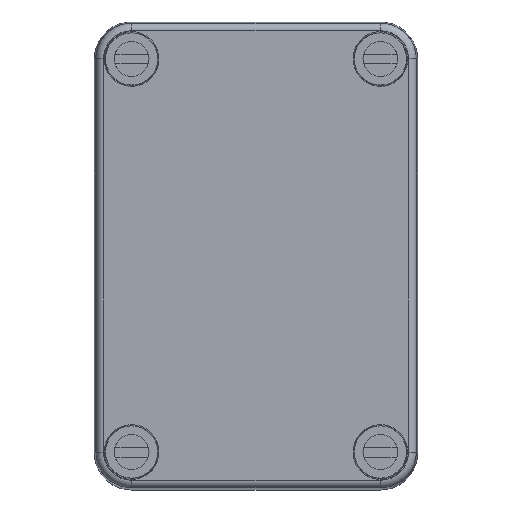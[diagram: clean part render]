
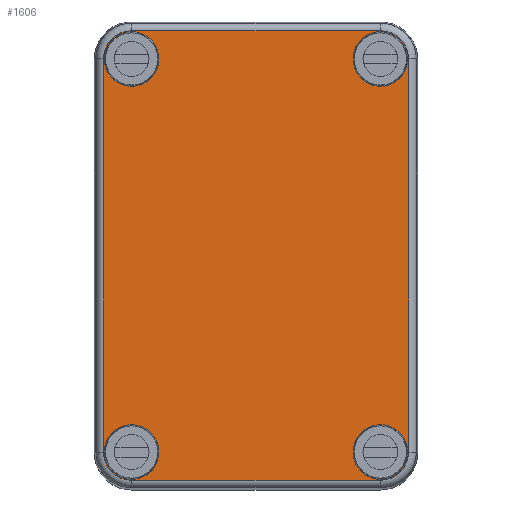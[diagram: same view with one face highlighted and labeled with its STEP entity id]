
A CAD part, top view. The second image highlights one B-rep face of the part: STEP entity #1606.
In plain terms, the highlighted planar face has unit normal (0, 0, 1).
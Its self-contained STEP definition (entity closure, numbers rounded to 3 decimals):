
#1606 = ADVANCED_FACE( '', ( #3301, #3302, #3303, #3304, #3305 ), #3306, .F. );
#3301 = FACE_BOUND( '', #5042, .T. );
#3302 = FACE_BOUND( '', #5043, .T. );
#3303 = FACE_BOUND( '', #5044, .T. );
#3304 = FACE_BOUND( '', #5045, .T. );
#3305 = FACE_OUTER_BOUND( '', #5046, .T. );
#3306 = PLANE( '', #5047 );
#5042 = EDGE_LOOP( '', ( #9422 ) );
#5043 = EDGE_LOOP( '', ( #9423 ) );
#5044 = EDGE_LOOP( '', ( #9424 ) );
#5045 = EDGE_LOOP( '', ( #9425 ) );
#5046 = EDGE_LOOP( '', ( #9426, #9427, #9428, #9429, #9430, #9431, #9432, #9433 ) );
#5047 = AXIS2_PLACEMENT_3D( '', #9434, #9435, #9436 );
#9422 = ORIENTED_EDGE( '', *, *, #10324, .T. );
#9423 = ORIENTED_EDGE( '', *, *, #11658, .T. );
#9424 = ORIENTED_EDGE( '', *, *, #11001, .T. );
#9425 = ORIENTED_EDGE( '', *, *, #11171, .T. );
#9426 = ORIENTED_EDGE( '', *, *, #11426, .T. );
#9427 = ORIENTED_EDGE( '', *, *, #10530, .F. );
#9428 = ORIENTED_EDGE( '', *, *, #11486, .F. );
#9429 = ORIENTED_EDGE( '', *, *, #11037, .T. );
#9430 = ORIENTED_EDGE( '', *, *, #10240, .F. );
#9431 = ORIENTED_EDGE( '', *, *, #11609, .T. );
#9432 = ORIENTED_EDGE( '', *, *, #11286, .T. );
#9433 = ORIENTED_EDGE( '', *, *, #10643, .F. );
#9434 = CARTESIAN_POINT( '', ( -30.673, 39.5, 39. ) );
#9435 = DIRECTION( '', ( 0., 0., -1. ) );
#9436 = DIRECTION( '', ( -1., 0., 0. ) );
#10240 = EDGE_CURVE( '', #12312, #12314, #12315, .T. );
#10324 = EDGE_CURVE( '', #12459, #12459, #12460, .T. );
#10530 = EDGE_CURVE( '', #12789, #12786, #12791, .T. );
#10643 = EDGE_CURVE( '', #12969, #12965, #12971, .T. );
#11001 = EDGE_CURVE( '', #13499, #13499, #13500, .T. );
#11037 = EDGE_CURVE( '', #13552, #12314, #13553, .T. );
#11171 = EDGE_CURVE( '', #13731, #13731, #13732, .T. );
#11286 = EDGE_CURVE( '', #13889, #12965, #13890, .T. );
#11426 = EDGE_CURVE( '', #12969, #12786, #14070, .T. );
#11486 = EDGE_CURVE( '', #13552, #12789, #14142, .T. );
#11609 = EDGE_CURVE( '', #12312, #13889, #14279, .T. );
#11658 = EDGE_CURVE( '', #14333, #14333, #14334, .T. );
#12312 = VERTEX_POINT( '', #15189 );
#12314 = VERTEX_POINT( '', #15191 );
#12315 = CIRCLE( '', #15192, 5.673 );
#12459 = VERTEX_POINT( '', #15377 );
#12460 = CIRCLE( '', #15378, 5.5 );
#12786 = VERTEX_POINT( '', #15816 );
#12789 = VERTEX_POINT( '', #15820 );
#12791 = LINE( '', #15822, #15823 );
#12965 = VERTEX_POINT( '', #16055 );
#12969 = VERTEX_POINT( '', #16060 );
#12971 = LINE( '', #16062, #16063 );
#13499 = VERTEX_POINT( '', #16807 );
#13500 = CIRCLE( '', #16808, 5.5 );
#13552 = VERTEX_POINT( '', #16909 );
#13553 = LINE( '', #16910, #16911 );
#13731 = VERTEX_POINT( '', #17151 );
#13732 = CIRCLE( '', #17152, 5.5 );
#13889 = VERTEX_POINT( '', #17356 );
#13890 = CIRCLE( '', #17357, 5.673 );
#14070 = CIRCLE( '', #17584, 5.673 );
#14142 = CIRCLE( '', #17676, 5.673 );
#14279 = LINE( '', #17844, #17845 );
#14333 = VERTEX_POINT( '', #17911 );
#14334 = CIRCLE( '', #17912, 5.5 );
#15189 = CARTESIAN_POINT( '', ( -30.673, 39.5, 39. ) );
#15191 = CARTESIAN_POINT( '', ( -25., 45.173, 39. ) );
#15192 = AXIS2_PLACEMENT_3D( '', #18457, #18458, #18459 );
#15377 = CARTESIAN_POINT( '', ( -30.5, -39.5, 39. ) );
#15378 = AXIS2_PLACEMENT_3D( '', #18576, #18577, #18578 );
#15816 = CARTESIAN_POINT( '', ( 30.673, -39.5, 39. ) );
#15820 = CARTESIAN_POINT( '', ( 30.673, 39.5, 39. ) );
#15822 = CARTESIAN_POINT( '', ( 30.673, 39.5, 39. ) );
#15823 = VECTOR( '', #18848, 1000. );
#16055 = CARTESIAN_POINT( '', ( -25., -45.173, 39. ) );
#16060 = CARTESIAN_POINT( '', ( 25., -45.173, 39. ) );
#16062 = CARTESIAN_POINT( '', ( 25., -45.173, 39. ) );
#16063 = VECTOR( '', #18995, 1000. );
#16807 = CARTESIAN_POINT( '', ( 19.5, -39.5, 39. ) );
#16808 = AXIS2_PLACEMENT_3D( '', #19420, #19421, #19422 );
#16909 = CARTESIAN_POINT( '', ( 25., 45.173, 39. ) );
#16910 = CARTESIAN_POINT( '', ( 25., 45.173, 39. ) );
#16911 = VECTOR( '', #19463, 1000. );
#17151 = CARTESIAN_POINT( '', ( 19.5, 39.5, 39. ) );
#17152 = AXIS2_PLACEMENT_3D( '', #19631, #19632, #19633 );
#17356 = CARTESIAN_POINT( '', ( -30.673, -39.5, 39. ) );
#17357 = AXIS2_PLACEMENT_3D( '', #19789, #19790, #19791 );
#17584 = AXIS2_PLACEMENT_3D( '', #19989, #19990, #19991 );
#17676 = AXIS2_PLACEMENT_3D( '', #20069, #20070, #20071 );
#17844 = CARTESIAN_POINT( '', ( -30.673, 39.5, 39. ) );
#17845 = VECTOR( '', #20172, 1000. );
#17911 = CARTESIAN_POINT( '', ( -30.5, 39.5, 39. ) );
#17912 = AXIS2_PLACEMENT_3D( '', #20197, #20198, #20199 );
#18457 = CARTESIAN_POINT( '', ( -25., 39.5, 39. ) );
#18458 = DIRECTION( '', ( 0., 0., -1. ) );
#18459 = DIRECTION( '', ( -1., 0., 0. ) );
#18576 = CARTESIAN_POINT( '', ( -25., -39.5, 39. ) );
#18577 = DIRECTION( '', ( 0., 0., -1. ) );
#18578 = DIRECTION( '', ( -1., 0., 0. ) );
#18848 = DIRECTION( '', ( 0., -1., 0. ) );
#18995 = DIRECTION( '', ( -1., 0., 0. ) );
#19420 = CARTESIAN_POINT( '', ( 25., -39.5, 39. ) );
#19421 = DIRECTION( '', ( 0., 0., -1. ) );
#19422 = DIRECTION( '', ( -1., 0., 0. ) );
#19463 = DIRECTION( '', ( -1., 0., 0. ) );
#19631 = CARTESIAN_POINT( '', ( 25., 39.5, 39. ) );
#19632 = DIRECTION( '', ( 0., 0., -1. ) );
#19633 = DIRECTION( '', ( -1., 0., 0. ) );
#19789 = CARTESIAN_POINT( '', ( -25., -39.5, 39. ) );
#19790 = DIRECTION( '', ( 0., 0., 1. ) );
#19791 = DIRECTION( '', ( 1., 0., 0. ) );
#19989 = CARTESIAN_POINT( '', ( 25., -39.5, 39. ) );
#19990 = DIRECTION( '', ( 0., 0., 1. ) );
#19991 = DIRECTION( '', ( 1., 0., 0. ) );
#20069 = CARTESIAN_POINT( '', ( 25., 39.5, 39. ) );
#20070 = DIRECTION( '', ( 0., 0., -1. ) );
#20071 = DIRECTION( '', ( -1., 0., 0. ) );
#20172 = DIRECTION( '', ( 0., -1., 0. ) );
#20197 = CARTESIAN_POINT( '', ( -25., 39.5, 39. ) );
#20198 = DIRECTION( '', ( 0., 0., -1. ) );
#20199 = DIRECTION( '', ( -1., 0., 0. ) );
